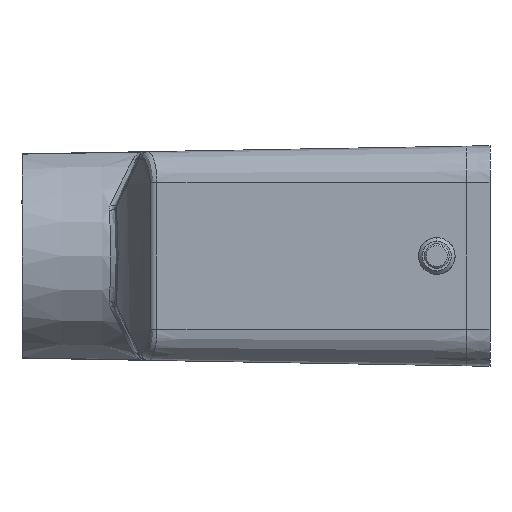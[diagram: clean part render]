
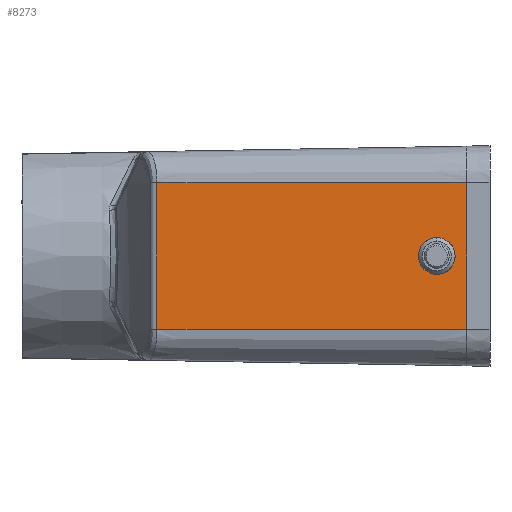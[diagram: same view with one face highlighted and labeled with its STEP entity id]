
A CAD part, left-side view. The second image highlights one B-rep face of the part: STEP entity #8273.
In plain terms, the highlighted planar face has unit normal (-1, 0.018, 0).
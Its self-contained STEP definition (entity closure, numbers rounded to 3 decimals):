
#76 = EDGE_CURVE ( 'NONE', #5930, #7147, #10822, .T. ) ;
#132 = VERTEX_POINT ( 'NONE', #10222 ) ;
#190 = ORIENTED_EDGE ( 'NONE', *, *, #10521, .T. ) ;
#337 = CARTESIAN_POINT ( 'NONE',  ( -31.624, 7.2, -2.475 ) ) ;
#470 = VECTOR ( 'NONE', #10456, 1000. ) ;
#547 = CARTESIAN_POINT ( 'NONE',  ( -31.624, 7.2, 2.475 ) ) ;
#734 = PLANE ( 'NONE',  #1674 ) ;
#1232 = CARTESIAN_POINT ( 'NONE',  ( -31.624, 7.2, 2.475 ) ) ;
#1674 = AXIS2_PLACEMENT_3D ( 'NONE', #4308, #10702, #5213 ) ;
#1724 = DIRECTION ( 'NONE',  ( -0.017, -1., 0. ) ) ;
#1743 = LINE ( 'NONE', #9963, #6231 ) ;
#1945 = EDGE_CURVE ( 'NONE', #7147, #5930, #7760, .T. ) ;
#1988 = EDGE_LOOP ( 'NONE', ( #10644, #6890 ) ) ;
#2324 = CARTESIAN_POINT ( 'NONE',  ( -31.624, 7.2, -2.475 ) ) ;
#2958 = ORIENTED_EDGE ( 'NONE', *, *, #3366, .T. ) ;
#3366 = EDGE_CURVE ( 'NONE', #132, #5075, #7034, .T. ) ;
#4072 = CARTESIAN_POINT ( 'NONE',  ( -31.75, 0., -9.925 ) ) ;
#4308 = CARTESIAN_POINT ( 'NONE',  ( -31.75, 0., -9.925 ) ) ;
#4912 = LINE ( 'NONE', #4072, #470 ) ;
#5010 = VERTEX_POINT ( 'NONE', #6838 ) ;
#5075 = VERTEX_POINT ( 'NONE', #6033 ) ;
#5213 = DIRECTION ( 'NONE',  ( -0.017, -1., 0. ) ) ;
#5229 = EDGE_CURVE ( 'NONE', #5010, #7030, #1743, .T. ) ;
#5681 = CARTESIAN_POINT ( 'NONE',  ( -31.711, 2.25, -2.475 ) ) ;
#5770 = ORIENTED_EDGE ( 'NONE', *, *, #5229, .T. ) ;
#5930 = VERTEX_POINT ( 'NONE', #6212 ) ;
#5985 = VECTOR ( 'NONE', #1724, 1000. ) ;
#5998 = CARTESIAN_POINT ( 'NONE',  ( -31.695, 3.15, -9.925 ) ) ;
#6033 = CARTESIAN_POINT ( 'NONE',  ( -31.695, 3.15, 9.925 ) ) ;
#6143 = EDGE_LOOP ( 'NONE', ( #7304, #5770, #190, #2958 ) ) ;
#6212 = CARTESIAN_POINT ( 'NONE',  ( -31.624, 7.2, -2.475 ) ) ;
#6231 = VECTOR ( 'NONE', #11730, 1000. ) ;
#6708 = CARTESIAN_POINT ( 'NONE',  ( -30.963, 45.065, -9.925 ) ) ;
#6733 = CARTESIAN_POINT ( 'NONE',  ( -31.538, 12.15, 2.475 ) ) ;
#6745 = FACE_BOUND ( 'NONE', #1988, .T. ) ;
#6838 = CARTESIAN_POINT ( 'NONE',  ( -30.963, 45.065, 9.925 ) ) ;
#6890 = ORIENTED_EDGE ( 'NONE', *, *, #76, .F. ) ;
#6950 = CARTESIAN_POINT ( 'NONE',  ( -31.624, 7.2, 2.475 ) ) ;
#7030 = VERTEX_POINT ( 'NONE', #6708 ) ;
#7034 = LINE ( 'NONE', #5998, #9461 ) ;
#7147 = VERTEX_POINT ( 'NONE', #6950 ) ;
#7304 = ORIENTED_EDGE ( 'NONE', *, *, #9514, .F. ) ;
#7722 = CARTESIAN_POINT ( 'NONE',  ( -31.538, 12.15, -2.475 ) ) ;
#7760 =( BOUNDED_CURVE ( )  B_SPLINE_CURVE ( 3, ( #547, #6733, #7722, #2324 ),
 .UNSPECIFIED., .F., .T. ) 
 B_SPLINE_CURVE_WITH_KNOTS ( ( 4, 4 ),
 ( 1.571, 4.712 ),
 .UNSPECIFIED. ) 
 CURVE ( )  GEOMETRIC_REPRESENTATION_ITEM ( )  RATIONAL_B_SPLINE_CURVE ( ( 1., 0.333, 0.333, 1. ) ) 
 REPRESENTATION_ITEM ( '' )  );
#8273 = ADVANCED_FACE ( 'NONE', ( #6745, #11338 ), #734, .T. ) ;
#9461 = VECTOR ( 'NONE', #11491, 1000. ) ;
#9514 = EDGE_CURVE ( 'NONE', #5010, #5075, #11162, .T. ) ;
#9963 = CARTESIAN_POINT ( 'NONE',  ( -30.963, 45.065, -9.925 ) ) ;
#10222 = CARTESIAN_POINT ( 'NONE',  ( -31.695, 3.15, -9.925 ) ) ;
#10456 = DIRECTION ( 'NONE',  ( -0.017, -1., 0. ) ) ;
#10521 = EDGE_CURVE ( 'NONE', #7030, #132, #4912, .T. ) ;
#10644 = ORIENTED_EDGE ( 'NONE', *, *, #1945, .F. ) ;
#10702 = DIRECTION ( 'NONE',  ( -1., 0.017, 0. ) ) ;
#10822 =( BOUNDED_CURVE ( )  B_SPLINE_CURVE ( 3, ( #337, #5681, #11176, #1232 ),
 .UNSPECIFIED., .F., .F. ) 
 B_SPLINE_CURVE_WITH_KNOTS ( ( 4, 4 ),
 ( 4.712, 7.854 ),
 .UNSPECIFIED. ) 
 CURVE ( )  GEOMETRIC_REPRESENTATION_ITEM ( )  RATIONAL_B_SPLINE_CURVE ( ( 1., 0.333, 0.333, 1. ) ) 
 REPRESENTATION_ITEM ( '' )  );
#11162 = LINE ( 'NONE', #11683, #5985 ) ;
#11176 = CARTESIAN_POINT ( 'NONE',  ( -31.711, 2.25, 2.475 ) ) ;
#11338 = FACE_OUTER_BOUND ( 'NONE', #6143, .T. ) ;
#11491 = DIRECTION ( 'NONE',  ( 0., 0., 1. ) ) ;
#11683 = CARTESIAN_POINT ( 'NONE',  ( -31.75, 0., 9.925 ) ) ;
#11730 = DIRECTION ( 'NONE',  ( 0., 0., -1. ) ) ;
